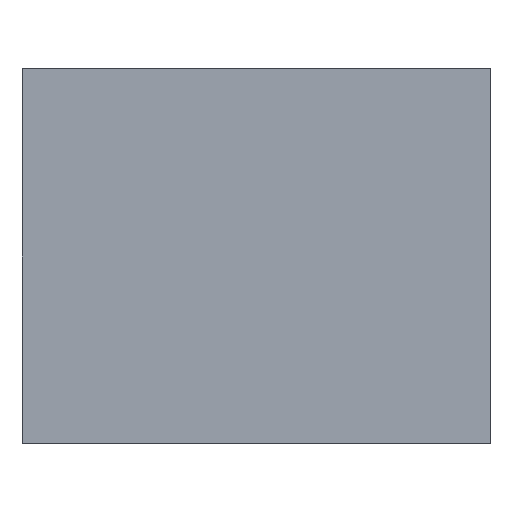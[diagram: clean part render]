
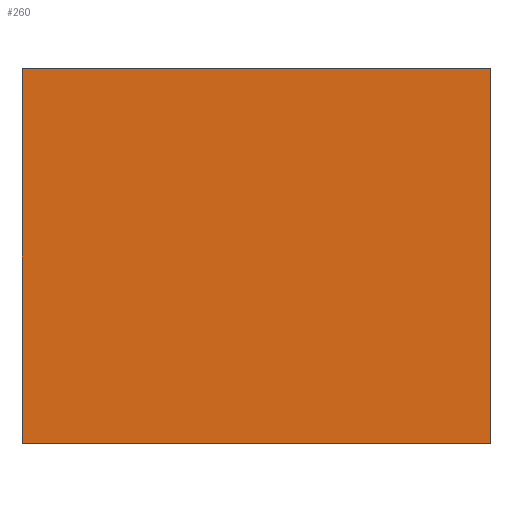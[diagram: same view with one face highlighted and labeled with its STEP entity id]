
A CAD part, front view. The second image highlights one B-rep face of the part: STEP entity #260.
In plain terms, the highlighted planar face has unit normal (0, -1, 0).
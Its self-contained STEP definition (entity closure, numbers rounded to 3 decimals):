
#55=FACE_OUTER_BOUND('',#74,.T.);
#74=EDGE_LOOP('',(#197,#198,#199,#200));
#95=LINE('',#401,#114);
#98=LINE('',#419,#117);
#99=LINE('',#421,#118);
#100=LINE('',#422,#119);
#114=VECTOR('',#322,10.);
#117=VECTOR('',#339,10.);
#118=VECTOR('',#340,10.);
#119=VECTOR('',#341,10.);
#132=VERTEX_POINT('',#397);
#134=VERTEX_POINT('',#400);
#142=VERTEX_POINT('',#418);
#143=VERTEX_POINT('',#420);
#155=EDGE_CURVE('',#134,#132,#95,.T.);
#164=EDGE_CURVE('',#132,#142,#98,.T.);
#165=EDGE_CURVE('',#142,#143,#99,.T.);
#166=EDGE_CURVE('',#143,#134,#100,.T.);
#197=ORIENTED_EDGE('',*,*,#155,.T.);
#198=ORIENTED_EDGE('',*,*,#164,.T.);
#199=ORIENTED_EDGE('',*,*,#165,.T.);
#200=ORIENTED_EDGE('',*,*,#166,.T.);
#254=PLANE('',#294);
#260=ADVANCED_FACE('',(#55),#254,.T.);
#294=AXIS2_PLACEMENT_3D('',#417,#337,#338);
#322=DIRECTION('',(0.,0.,-1.));
#337=DIRECTION('center_axis',(0.,-1.,0.));
#338=DIRECTION('ref_axis',(0.,0.,-1.));
#339=DIRECTION('',(1.,0.,0.));
#340=DIRECTION('',(0.,0.,1.));
#341=DIRECTION('',(-1.,0.,0.));
#397=CARTESIAN_POINT('',(-10.,-3.5,-8.));
#400=CARTESIAN_POINT('',(-10.,-3.5,8.));
#401=CARTESIAN_POINT('',(-10.,-3.5,4.));
#417=CARTESIAN_POINT('Origin',(7.5,-3.5,8.));
#418=CARTESIAN_POINT('',(10.,-3.5,-8.));
#419=CARTESIAN_POINT('',(7.5,-3.5,-8.));
#420=CARTESIAN_POINT('',(10.,-3.5,8.));
#421=CARTESIAN_POINT('',(10.,-3.5,4.));
#422=CARTESIAN_POINT('',(-7.5,-3.5,8.));
